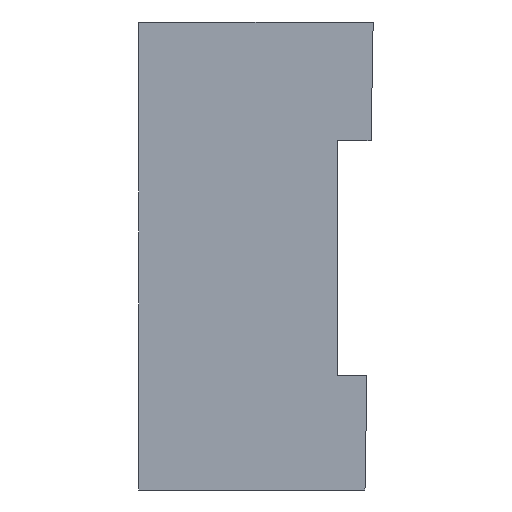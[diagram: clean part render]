
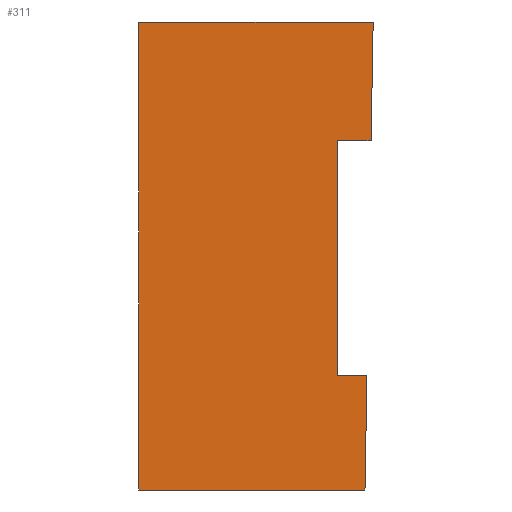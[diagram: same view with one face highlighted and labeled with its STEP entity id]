
A CAD part, left-side view. The second image highlights one B-rep face of the part: STEP entity #311.
In plain terms, the highlighted planar face has unit normal (-1, 0, 0).
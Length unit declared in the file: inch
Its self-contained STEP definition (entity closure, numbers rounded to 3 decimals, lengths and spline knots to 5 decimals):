
#5 = EDGE_CURVE ( 'NONE', #459, #412, #188, .T. ) ;
#23 = EDGE_CURVE ( 'NONE', #457, #420, #195, .T. ) ;
#48 = EDGE_CURVE ( 'NONE', #420, #417, #252, .T. ) ;
#56 = EDGE_CURVE ( 'NONE', #397, #457, #186, .T. ) ;
#61 = EDGE_CURVE ( 'NONE', #424, #459, #180, .T. ) ;
#62 = EDGE_CURVE ( 'NONE', #412, #397, #179, .T. ) ;
#66 = AXIS2_PLACEMENT_3D ( 'NONE', #474, #472, #471 ) ;
#70 = EDGE_CURVE ( 'NONE', #424, #442, #173, .T. ) ;
#74 = EDGE_CURVE ( 'NONE', #417, #442, #171, .T. ) ;
#120 = ORIENTED_EDGE ( 'NONE', *, *, #48, .F. ) ;
#142 = ORIENTED_EDGE ( 'NONE', *, *, #56, .F. ) ;
#144 = EDGE_LOOP ( 'NONE', ( #214, #207, #210, #208, #216, #120, #211, #142 ) ) ;
#149 = VECTOR ( 'NONE', #367, 39.37008 ) ;
#166 = VECTOR ( 'NONE', #347, 39.37008 ) ;
#171 = LINE ( 'NONE', #357, #166 ) ;
#172 = VECTOR ( 'NONE', #393, 39.37008 ) ;
#173 = LINE ( 'NONE', #403, #172 ) ;
#176 = VECTOR ( 'NONE', #344, 39.37008 ) ;
#178 = VECTOR ( 'NONE', #345, 39.37008 ) ;
#179 = LINE ( 'NONE', #493, #178 ) ;
#180 = LINE ( 'NONE', #327, #176 ) ;
#182 = VECTOR ( 'NONE', #385, 39.37008 ) ;
#186 = LINE ( 'NONE', #496, #182 ) ;
#187 = VECTOR ( 'NONE', #361, 39.37008 ) ;
#188 = LINE ( 'NONE', #362, #187 ) ;
#195 = LINE ( 'NONE', #322, #198 ) ;
#198 = VECTOR ( 'NONE', #382, 39.37008 ) ;
#207 = ORIENTED_EDGE ( 'NONE', *, *, #5, .F. ) ;
#208 = ORIENTED_EDGE ( 'NONE', *, *, #70, .T. ) ;
#210 = ORIENTED_EDGE ( 'NONE', *, *, #61, .F. ) ;
#211 = ORIENTED_EDGE ( 'NONE', *, *, #23, .F. ) ;
#214 = ORIENTED_EDGE ( 'NONE', *, *, #62, .F. ) ;
#216 = ORIENTED_EDGE ( 'NONE', *, *, #74, .F. ) ;
#250 = FACE_OUTER_BOUND ( 'NONE', #144, .T. ) ;
#252 = LINE ( 'NONE', #366, #149 ) ;
#311 = ADVANCED_FACE ( 'NONE', ( #250 ), #346, .T. ) ;
#315 = CARTESIAN_POINT ( 'NONE',  ( -0.785, 0.06, -0.2 ) ) ;
#322 = CARTESIAN_POINT ( 'NONE',  ( -0.785, 0.06, -0.787 ) ) ;
#327 = CARTESIAN_POINT ( 'NONE',  ( -0.785, 0.394, -0.787 ) ) ;
#329 = CARTESIAN_POINT ( 'NONE',  ( -0.785, 0.394, 0. ) ) ;
#331 = CARTESIAN_POINT ( 'NONE',  ( -0.785, 0.01374, -0.787 ) ) ;
#344 = DIRECTION ( 'NONE',  ( 0., 0., 1. ) ) ;
#345 = DIRECTION ( 'NONE',  ( 0., 0.017, -1. ) ) ;
#346 = PLANE ( 'NONE',  #66 ) ;
#347 = DIRECTION ( 'NONE',  ( 0., 0.017, -1. ) ) ;
#357 = CARTESIAN_POINT ( 'NONE',  ( -0.785, 0., 0. ) ) ;
#361 = DIRECTION ( 'NONE',  ( 0., -1., 0. ) ) ;
#362 = CARTESIAN_POINT ( 'NONE',  ( -0.785, 0., 0. ) ) ;
#366 = CARTESIAN_POINT ( 'NONE',  ( -0.785, 0., -0.594 ) ) ;
#367 = DIRECTION ( 'NONE',  ( 0., -1., 0. ) ) ;
#371 = CARTESIAN_POINT ( 'NONE',  ( -0.785, 0.394, -0.787 ) ) ;
#382 = DIRECTION ( 'NONE',  ( 0., 0., -1. ) ) ;
#385 = DIRECTION ( 'NONE',  ( 0., 1., 0. ) ) ;
#393 = DIRECTION ( 'NONE',  ( 0., -1., 0. ) ) ;
#397 = VERTEX_POINT ( 'NONE', #454 ) ;
#403 = CARTESIAN_POINT ( 'NONE',  ( -0.785, 0., -0.787 ) ) ;
#412 = VERTEX_POINT ( 'NONE', #497 ) ;
#417 = VERTEX_POINT ( 'NONE', #425 ) ;
#420 = VERTEX_POINT ( 'NONE', #434 ) ;
#424 = VERTEX_POINT ( 'NONE', #371 ) ;
#425 = CARTESIAN_POINT ( 'NONE',  ( -0.785, 0.01037, -0.594 ) ) ;
#434 = CARTESIAN_POINT ( 'NONE',  ( -0.785, 0.06, -0.594 ) ) ;
#442 = VERTEX_POINT ( 'NONE', #331 ) ;
#454 = CARTESIAN_POINT ( 'NONE',  ( -0.785, 0.00349, -0.2 ) ) ;
#457 = VERTEX_POINT ( 'NONE', #315 ) ;
#459 = VERTEX_POINT ( 'NONE', #329 ) ;
#471 = DIRECTION ( 'NONE',  ( 0., 0., 1. ) ) ;
#472 = DIRECTION ( 'NONE',  ( -1., 0., 0. ) ) ;
#474 = CARTESIAN_POINT ( 'NONE',  ( -0.785, 0., -0.787 ) ) ;
#493 = CARTESIAN_POINT ( 'NONE',  ( -0.785, 0., 0. ) ) ;
#496 = CARTESIAN_POINT ( 'NONE',  ( -0.785, 0., -0.2 ) ) ;
#497 = CARTESIAN_POINT ( 'NONE',  ( -0.785, 0., 0. ) ) ;
